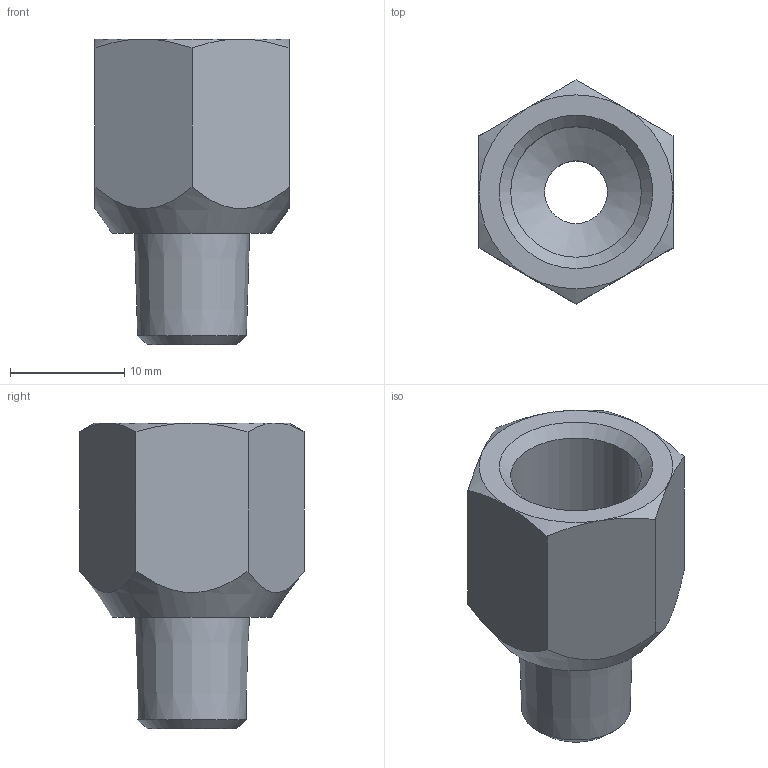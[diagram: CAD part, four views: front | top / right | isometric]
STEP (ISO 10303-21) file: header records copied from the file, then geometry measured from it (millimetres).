
FILE_DESCRIPTION(/* description */ (''),/* implementation_level */ '2;1');
FILE_NAME(/* name */ 'Reduzierstueck_R1_8a_x_G1_4i_Messing_109953.stp',/* time_stamp */ '2015-04-14T13:39:32+02:00',/* author */ ('002180'),/* organization */ (''),/* preprocessor_version */ 'ST-DEVELOPER v15.6',/* originating_system */ 'Autodesk Inventor 2015',/* authorisation */ '');
FILE_SCHEMA (('AUTOMOTIVE_DESIGN { 1 0 10303 214 3 1 1 }'));
Length unit declared in the file: millimetre
Products named in the file (1): anrds18a
Bounding box: 17 x 19.63 x 26.8 mm (x, y, z)
Volume: 3047.4 mm3; surface area: 2305.4 mm2
Topology: 1 solids, 1 shells, 22 faces, 48 edges, 29 vertices
Faces by surface type: cone 11, plane 9, cylinder 2
Full cylindrical faces by diameter (mm): 5.5 x1, 11.445 x1
Entity records: 552 total; most frequent: CARTESIAN_POINT 125, DIRECTION 82, ORIENTED_EDGE 78, EDGE_CURVE 39, AXIS2_PLACEMENT_3D 38, EDGE_LOOP 32, VERTEX_POINT 27, FACE_OUTER_BOUND 22
